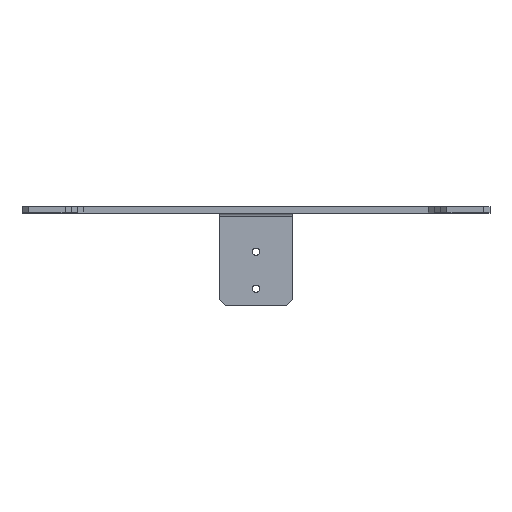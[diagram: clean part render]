
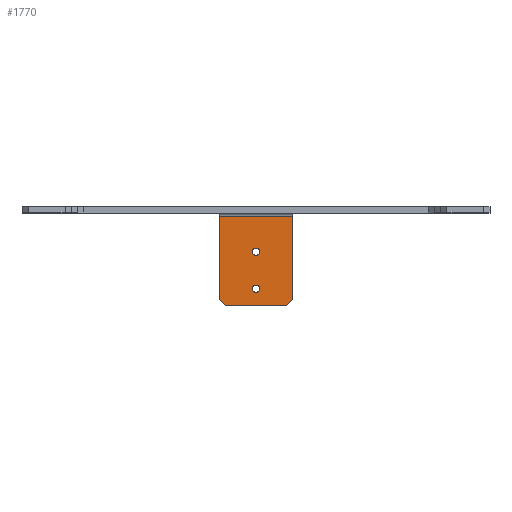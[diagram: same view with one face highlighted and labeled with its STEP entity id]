
A CAD part, top view. The second image highlights one B-rep face of the part: STEP entity #1770.
In plain terms, the highlighted planar face has unit normal (0, 0, 1).
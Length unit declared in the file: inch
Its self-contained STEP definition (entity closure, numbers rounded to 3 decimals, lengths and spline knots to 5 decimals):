
#55 = EDGE_CURVE ( 'NONE', #1493, #1426, #1570, .T. ) ;
#68 = CARTESIAN_POINT ( 'NONE',  ( 4., -0.0625, -5.2825 ) ) ;
#100 = DIRECTION ( 'NONE',  ( 1., 0., 0. ) ) ;
#183 = VERTEX_POINT ( 'NONE', #313 ) ;
#262 = FACE_OUTER_BOUND ( 'NONE', #1230, .T. ) ;
#293 = LINE ( 'NONE', #592, #999 ) ;
#299 = EDGE_CURVE ( 'NONE', #1493, #455, #1259, .T. ) ;
#313 = CARTESIAN_POINT ( 'NONE',  ( 4.75, -1.46, -5.2825 ) ) ;
#356 = CARTESIAN_POINT ( 'NONE',  ( 1.125, 1.125, -5.2825 ) ) ;
#444 = CARTESIAN_POINT ( 'NONE',  ( 4., -1.875, -5.2825 ) ) ;
#455 = VERTEX_POINT ( 'NONE', #827 ) ;
#469 = DIRECTION ( 'NONE',  ( 0., 1., 0. ) ) ;
#506 = DIRECTION ( 'NONE',  ( 0.707, -0.707, 0. ) ) ;
#515 = VERTEX_POINT ( 'NONE', #558 ) ;
#523 = CARTESIAN_POINT ( 'NONE',  ( 4.75, -0.785, -5.2825 ) ) ;
#532 = DIRECTION ( 'NONE',  ( 0., 0., 1. ) ) ;
#557 = CARTESIAN_POINT ( 'NONE',  ( 5.5, -1.75, -5.2825 ) ) ;
#558 = CARTESIAN_POINT ( 'NONE',  ( 4.75, -0.71, -5.2825 ) ) ;
#560 = CARTESIAN_POINT ( 'NONE',  ( 0., 0., -5.2825 ) ) ;
#586 = PLANE ( 'NONE',  #1707 ) ;
#592 = CARTESIAN_POINT ( 'NONE',  ( 4., -0.0625, -5.2825 ) ) ;
#606 = CIRCLE ( 'NONE', #1774, 0.075 ) ;
#609 = VERTEX_POINT ( 'NONE', #1910 ) ;
#660 = ORIENTED_EDGE ( 'NONE', *, *, #1516, .F. ) ;
#669 = DIRECTION ( 'NONE',  ( 0., -1., 0. ) ) ;
#678 = VECTOR ( 'NONE', #850, 39.37008 ) ;
#683 = CARTESIAN_POINT ( 'NONE',  ( 4., -1.75, -5.2825 ) ) ;
#712 = EDGE_CURVE ( 'NONE', #609, #1593, #723, .T. ) ;
#723 = LINE ( 'NONE', #1582, #678 ) ;
#736 = ORIENTED_EDGE ( 'NONE', *, *, #1016, .F. ) ;
#744 = DIRECTION ( 'NONE',  ( 0., 0., 1. ) ) ;
#759 = EDGE_CURVE ( 'NONE', #183, #1368, #1221, .T. ) ;
#761 = ORIENTED_EDGE ( 'NONE', *, *, #759, .F. ) ;
#823 = ORIENTED_EDGE ( 'NONE', *, *, #712, .F. ) ;
#827 = CARTESIAN_POINT ( 'NONE',  ( 4.125, -1.875, -5.2825 ) ) ;
#850 = DIRECTION ( 'NONE',  ( 0., -1., 0. ) ) ;
#884 = CARTESIAN_POINT ( 'NONE',  ( 4.75, -1.535, -5.2825 ) ) ;
#915 = AXIS2_PLACEMENT_3D ( 'NONE', #884, #1032, #1327 ) ;
#971 = DIRECTION ( 'NONE',  ( 0., -1., 0. ) ) ;
#999 = VECTOR ( 'NONE', #100, 39.37008 ) ;
#1016 = EDGE_CURVE ( 'NONE', #1722, #515, #606, .T. ) ;
#1032 = DIRECTION ( 'NONE',  ( 0., 0., 1. ) ) ;
#1036 = DIRECTION ( 'NONE',  ( -1., 0., 0. ) ) ;
#1037 = AXIS2_PLACEMENT_3D ( 'NONE', #523, #1434, #971 ) ;
#1040 = ORIENTED_EDGE ( 'NONE', *, *, #299, .T. ) ;
#1056 = CARTESIAN_POINT ( 'NONE',  ( 4., 0., -5.2825 ) ) ;
#1084 = ORIENTED_EDGE ( 'NONE', *, *, #55, .F. ) ;
#1156 = EDGE_CURVE ( 'NONE', #1781, #455, #1772, .T. ) ;
#1157 = CARTESIAN_POINT ( 'NONE',  ( 3.625, -3.625, -5.2825 ) ) ;
#1182 = DIRECTION ( 'NONE',  ( 0., -1., 0. ) ) ;
#1204 = AXIS2_PLACEMENT_3D ( 'NONE', #1613, #1628, #1620 ) ;
#1221 = CIRCLE ( 'NONE', #915, 0.075 ) ;
#1230 = EDGE_LOOP ( 'NONE', ( #1710, #1890, #823, #1815, #1084, #1040 ) ) ;
#1259 = LINE ( 'NONE', #356, #1361 ) ;
#1284 = EDGE_CURVE ( 'NONE', #1426, #609, #293, .T. ) ;
#1300 = DIRECTION ( 'NONE',  ( 0.707, 0.707, 0. ) ) ;
#1304 = FACE_BOUND ( 'NONE', #1706, .T. ) ;
#1327 = DIRECTION ( 'NONE',  ( 0., -1., 0. ) ) ;
#1361 = VECTOR ( 'NONE', #506, 39.37008 ) ;
#1368 = VERTEX_POINT ( 'NONE', #1558 ) ;
#1426 = VERTEX_POINT ( 'NONE', #68 ) ;
#1434 = DIRECTION ( 'NONE',  ( 0., 0., 1. ) ) ;
#1483 = CARTESIAN_POINT ( 'NONE',  ( 5.375, -1.875, -5.2825 ) ) ;
#1493 = VERTEX_POINT ( 'NONE', #683 ) ;
#1498 = CIRCLE ( 'NONE', #1037, 0.075 ) ;
#1501 = VECTOR ( 'NONE', #1036, 39.37008 ) ;
#1516 = EDGE_CURVE ( 'NONE', #515, #1722, #1498, .T. ) ;
#1558 = CARTESIAN_POINT ( 'NONE',  ( 4.75, -1.61, -5.2825 ) ) ;
#1568 = EDGE_CURVE ( 'NONE', #1781, #1593, #1851, .T. ) ;
#1570 = LINE ( 'NONE', #1056, #1923 ) ;
#1582 = CARTESIAN_POINT ( 'NONE',  ( 5.5, -1.875, -5.2825 ) ) ;
#1593 = VERTEX_POINT ( 'NONE', #557 ) ;
#1613 = CARTESIAN_POINT ( 'NONE',  ( 4.75, -1.535, -5.2825 ) ) ;
#1620 = DIRECTION ( 'NONE',  ( 0., -1., 0. ) ) ;
#1628 = DIRECTION ( 'NONE',  ( 0., 0., 1. ) ) ;
#1658 = CIRCLE ( 'NONE', #1204, 0.075 ) ;
#1683 = ORIENTED_EDGE ( 'NONE', *, *, #1801, .F. ) ;
#1687 = EDGE_LOOP ( 'NONE', ( #761, #1683 ) ) ;
#1697 = FACE_BOUND ( 'NONE', #1687, .T. ) ;
#1706 = EDGE_LOOP ( 'NONE', ( #660, #736 ) ) ;
#1707 = AXIS2_PLACEMENT_3D ( 'NONE', #560, #744, #1182 ) ;
#1710 = ORIENTED_EDGE ( 'NONE', *, *, #1156, .F. ) ;
#1717 = CARTESIAN_POINT ( 'NONE',  ( 4.75, -0.785, -5.2825 ) ) ;
#1722 = VERTEX_POINT ( 'NONE', #1933 ) ;
#1770 = ADVANCED_FACE ( 'NONE', ( #1697, #1304, #262 ), #586, .T. ) ;
#1772 = LINE ( 'NONE', #444, #1501 ) ;
#1774 = AXIS2_PLACEMENT_3D ( 'NONE', #1717, #532, #669 ) ;
#1781 = VERTEX_POINT ( 'NONE', #1483 ) ;
#1801 = EDGE_CURVE ( 'NONE', #1368, #183, #1658, .T. ) ;
#1815 = ORIENTED_EDGE ( 'NONE', *, *, #1284, .F. ) ;
#1830 = VECTOR ( 'NONE', #1300, 39.37008 ) ;
#1851 = LINE ( 'NONE', #1157, #1830 ) ;
#1890 = ORIENTED_EDGE ( 'NONE', *, *, #1568, .T. ) ;
#1910 = CARTESIAN_POINT ( 'NONE',  ( 5.5, -0.0625, -5.2825 ) ) ;
#1923 = VECTOR ( 'NONE', #469, 39.37008 ) ;
#1933 = CARTESIAN_POINT ( 'NONE',  ( 4.75, -0.86, -5.2825 ) ) ;
